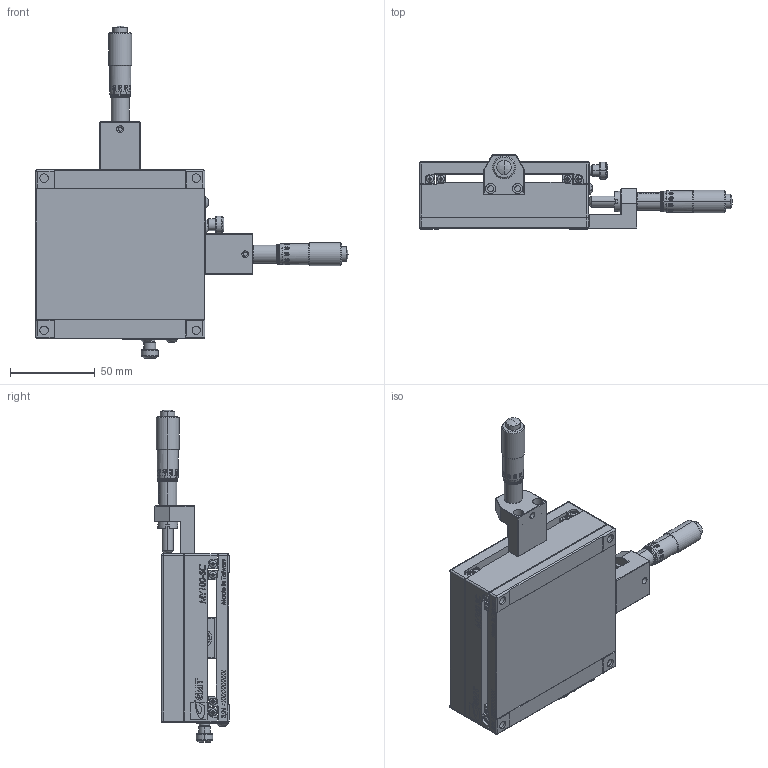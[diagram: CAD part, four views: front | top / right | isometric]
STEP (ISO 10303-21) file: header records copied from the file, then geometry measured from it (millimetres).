
FILE_DESCRIPTION (( 'STEP AP203' ), '1' );
FILE_NAME ('MY100-SC(«¬¿ý).STEP', '2013-05-09T07:36:07', ( '123' ), ( '' ), 'SwSTEP 2.0', 'SolidWorks 2013', '' );
FILE_SCHEMA (( 'CONFIG_CONTROL_DESIGN' ));
Length unit declared in the file: millimetre
Products named in the file (4): Group1^MY100-SC(型錄); Group2^MY100-SC(型錄); Group3^MY100-SC(型錄); MY100-SC(型錄)
Assembly tree (3 placements, depth 2):
  MY100-SC(型錄)
    Group1^MY100-SC(型錄)
    Group2^MY100-SC(型錄)
    Group3^MY100-SC(型錄)
Bounding box: 185 x 43.8 x 196.4 mm (x, y, z)
Volume: 354690.6 mm3; surface area: 96711.6 mm2
Topology: 3 solids, 3 shells, 3250 faces, 8736 edges, 5618 vertices
Faces by surface type: plane 1971, cylinder 580, bspline 481, cone 160, sphere 54, torus 4
Entity records: 160118 total; most frequent: CARTESIAN_POINT 81107, ORIENTED_EDGE 17380, DIRECTION 14862, EDGE_CURVE 8690, VERTEX_POINT 5618, LINE 5092, VECTOR 5092, AXIS2_PLACEMENT_3D 4885
